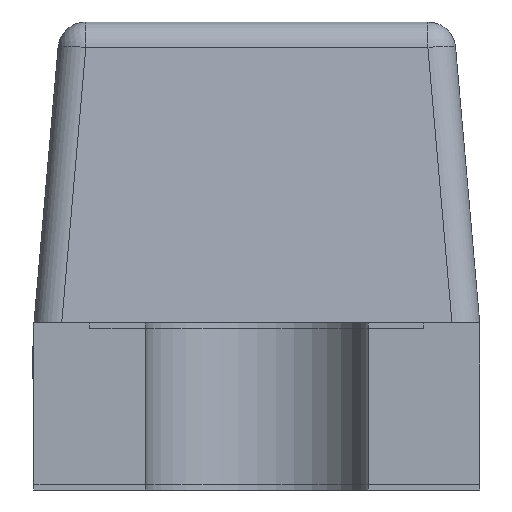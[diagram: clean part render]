
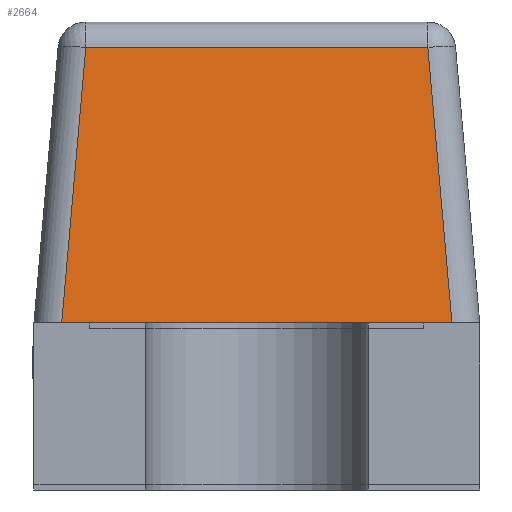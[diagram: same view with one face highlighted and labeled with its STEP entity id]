
A CAD part, left-side view. The second image highlights one B-rep face of the part: STEP entity #2664.
In plain terms, the highlighted planar face has unit normal (-0.996, 0, 0.087).
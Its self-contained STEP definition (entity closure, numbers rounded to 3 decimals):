
#209=FACE_OUTER_BOUND('',#367,.T.);
#367=EDGE_LOOP('',(#1928,#1929,#1930,#1931));
#548=LINE('',#3749,#854);
#555=LINE('',#3779,#861);
#562=LINE('',#3800,#868);
#567=LINE('',#3808,#873);
#854=VECTOR('',#3103,10.);
#861=VECTOR('',#3136,10.);
#868=VECTOR('',#3161,10.);
#873=VECTOR('',#3172,10.);
#1146=VERTEX_POINT('',#3742);
#1148=VERTEX_POINT('',#3747);
#1154=VERTEX_POINT('',#3768);
#1157=VERTEX_POINT('',#3775);
#1420=EDGE_CURVE('',#1148,#1146,#548,.T.);
#1435=EDGE_CURVE('',#1154,#1157,#555,.T.);
#1446=EDGE_CURVE('',#1146,#1154,#562,.T.);
#1451=EDGE_CURVE('',#1148,#1157,#567,.T.);
#1928=ORIENTED_EDGE('',*,*,#1420,.F.);
#1929=ORIENTED_EDGE('',*,*,#1451,.T.);
#1930=ORIENTED_EDGE('',*,*,#1435,.F.);
#1931=ORIENTED_EDGE('',*,*,#1446,.F.);
#2535=PLANE('',#2874);
#2664=ADVANCED_FACE('',(#209),#2535,.T.);
#2874=AXIS2_PLACEMENT_3D('',#3811,#3177,#3178);
#3103=DIRECTION('',(0.087,-0.087,0.992));
#3136=DIRECTION('',(-0.087,-0.087,-0.992));
#3161=DIRECTION('',(0.,-1.,0.));
#3172=DIRECTION('',(0.,-1.,0.));
#3177=DIRECTION('center_axis',(-0.996,0.,0.087));
#3178=DIRECTION('ref_axis',(0.,-1.,0.));
#3742=CARTESIAN_POINT('',(-0.457,0.307,0.794));
#3747=CARTESIAN_POINT('',(-0.5,0.35,0.3));
#3749=CARTESIAN_POINT('',(-0.497,0.348,0.33));
#3768=CARTESIAN_POINT('',(-0.457,-0.307,0.794));
#3775=CARTESIAN_POINT('',(-0.5,-0.35,0.3));
#3779=CARTESIAN_POINT('',(-0.497,-0.347,0.339));
#3800=CARTESIAN_POINT('',(-0.457,-0.2,0.794));
#3808=CARTESIAN_POINT('',(-0.5,0.4,0.3));
#3811=CARTESIAN_POINT('Origin',(-0.5,-0.4,0.3));
